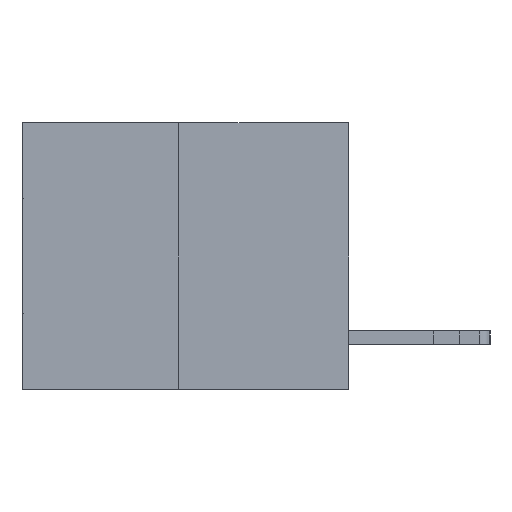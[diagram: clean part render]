
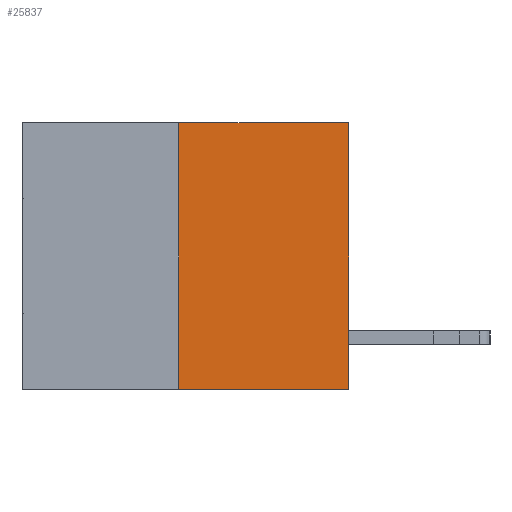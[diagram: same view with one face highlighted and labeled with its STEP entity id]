
A CAD part, left-side view. The second image highlights one B-rep face of the part: STEP entity #25837.
In plain terms, the highlighted planar face has unit normal (-1, 0, 0).
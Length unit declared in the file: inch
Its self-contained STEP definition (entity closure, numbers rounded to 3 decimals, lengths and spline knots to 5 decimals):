
#568 = VERTEX_POINT ( 'NONE', #22419 ) ;
#791 = EDGE_LOOP ( 'NONE', ( #26086, #21191, #29125, #6817 ) ) ;
#1160 = DIRECTION ( 'NONE',  ( 0., 0., 1. ) ) ;
#1371 = CARTESIAN_POINT ( 'NONE',  ( 0., 0., 0. ) ) ;
#3430 = PLANE ( 'NONE',  #8830 ) ;
#3479 = LINE ( 'NONE', #30595, #31304 ) ;
#4370 = VERTEX_POINT ( 'NONE', #11460 ) ;
#4495 = VECTOR ( 'NONE', #26205, 39.37008 ) ;
#5266 = LINE ( 'NONE', #25463, #28114 ) ;
#5276 = LINE ( 'NONE', #30680, #4495 ) ;
#5883 = DIRECTION ( 'NONE',  ( 0., 0., -1. ) ) ;
#6817 = ORIENTED_EDGE ( 'NONE', *, *, #19243, .F. ) ;
#7657 = VERTEX_POINT ( 'NONE', #28764 ) ;
#8830 = AXIS2_PLACEMENT_3D ( 'NONE', #27729, #20304, #5883 ) ;
#11460 = CARTESIAN_POINT ( 'NONE',  ( 0., 0.312, 0. ) ) ;
#11785 = VERTEX_POINT ( 'NONE', #13000 ) ;
#12234 = EDGE_CURVE ( 'NONE', #568, #11785, #13462, .T. ) ;
#13000 = CARTESIAN_POINT ( 'NONE',  ( 0., 0., 0. ) ) ;
#13200 = DIRECTION ( 'NONE',  ( 0., -1., 0. ) ) ;
#13462 = LINE ( 'NONE', #1371, #24574 ) ;
#15750 = DIRECTION ( 'NONE',  ( 0., -1., 0. ) ) ;
#19243 = EDGE_CURVE ( 'NONE', #4370, #11785, #3479, .T. ) ;
#20304 = DIRECTION ( 'NONE',  ( 1., 0., 0. ) ) ;
#20784 = EDGE_CURVE ( 'NONE', #7657, #4370, #5276, .T. ) ;
#21191 = ORIENTED_EDGE ( 'NONE', *, *, #29239, .T. ) ;
#22419 = CARTESIAN_POINT ( 'NONE',  ( 0., 0., -0.49 ) ) ;
#24574 = VECTOR ( 'NONE', #1160, 39.37008 ) ;
#25463 = CARTESIAN_POINT ( 'NONE',  ( 0., 0.6, -0.49 ) ) ;
#25837 = ADVANCED_FACE ( 'NONE', ( #28640 ), #3430, .F. ) ;
#26086 = ORIENTED_EDGE ( 'NONE', *, *, #20784, .F. ) ;
#26205 = DIRECTION ( 'NONE',  ( 0., 0., 1. ) ) ;
#27729 = CARTESIAN_POINT ( 'NONE',  ( 0., 0.6, 0. ) ) ;
#28114 = VECTOR ( 'NONE', #15750, 39.37008 ) ;
#28640 = FACE_OUTER_BOUND ( 'NONE', #791, .T. ) ;
#28764 = CARTESIAN_POINT ( 'NONE',  ( 0., 0.312, -0.49 ) ) ;
#29125 = ORIENTED_EDGE ( 'NONE', *, *, #12234, .T. ) ;
#29239 = EDGE_CURVE ( 'NONE', #7657, #568, #5266, .T. ) ;
#30595 = CARTESIAN_POINT ( 'NONE',  ( 0., 0.6, 0. ) ) ;
#30680 = CARTESIAN_POINT ( 'NONE',  ( 0., 0.312, -0.49 ) ) ;
#31304 = VECTOR ( 'NONE', #13200, 39.37008 ) ;
